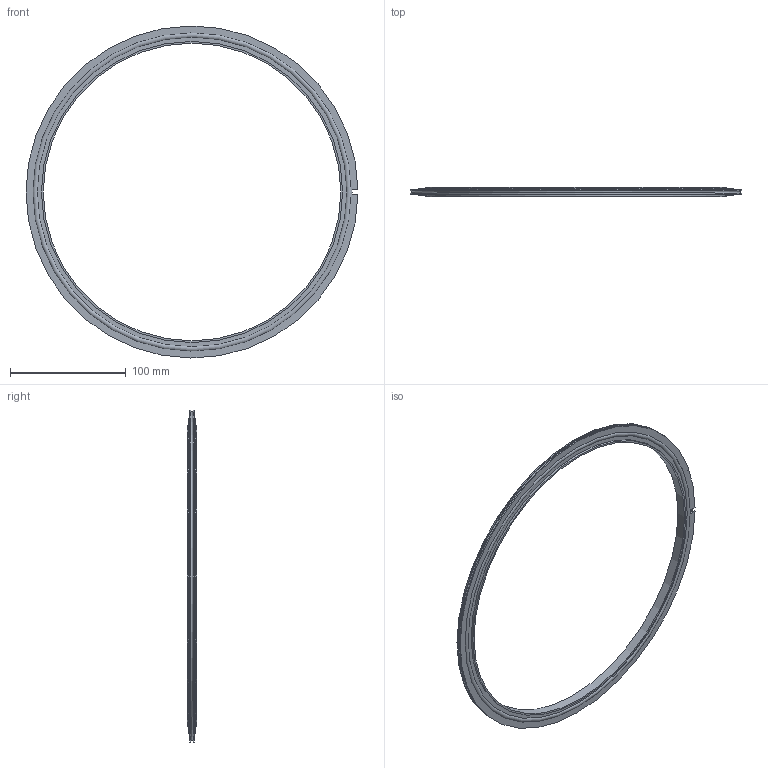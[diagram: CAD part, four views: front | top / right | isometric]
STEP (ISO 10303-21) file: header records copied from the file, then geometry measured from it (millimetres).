
FILE_DESCRIPTION(/* description */ (''),/* implementation_level */ '2;1');
FILE_NAME(/* name */ 'FL-CRSV250LF.stp',/* time_stamp */ '2018-07-11T12:02:12+01:00',/* author */ ('paul'),/* organization */ (''),/* preprocessor_version */ 'ST-DEVELOPER v17',/* originating_system */ 'Autodesk Inventor 2019',/* authorisation */ '');
FILE_SCHEMA (('AUTOMOTIVE_DESIGN { 1 0 10303 214 3 1 1 }'));
Length unit declared in the file: millimetre
Products named in the file (4): FL-CRSV250LF; o ring carrier 250; o ring 250; o ring retainer 250
Assembly tree (3 placements, depth 2):
  FL-CRSV250LF
    o ring carrier 250
    o ring 250
    o ring retainer 250
Bounding box: 287.01 x 8 x 287.01 mm (x, y, z)
Volume: 55150.8 mm3; surface area: 57434.2 mm2
Topology: 3 solids, 3 shells, 19 faces, 46 edges, 33 vertices
Faces by surface type: plane 10, cylinder 5, torus 4
Full cylindrical faces by diameter (mm): 257.3 x1, 260.35 x2
Entity records: 800 total; most frequent: CARTESIAN_POINT 167, DIRECTION 121, ORIENTED_EDGE 92, AXIS2_PLACEMENT_3D 53, EDGE_CURVE 46, VERTEX_POINT 33, CIRCLE 27, EDGE_LOOP 23
